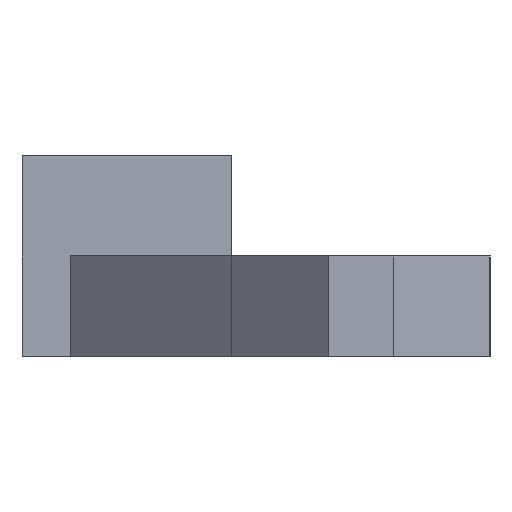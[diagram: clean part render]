
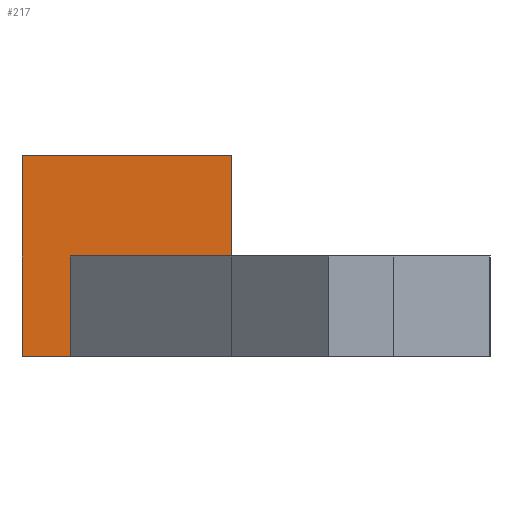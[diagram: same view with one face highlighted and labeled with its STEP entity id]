
A CAD part, left-side view. The second image highlights one B-rep face of the part: STEP entity #217.
In plain terms, the highlighted planar face has unit normal (-1, 0, 0).
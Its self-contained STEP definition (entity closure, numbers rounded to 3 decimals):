
#22 = VERTEX_POINT('',#23);
#23 = CARTESIAN_POINT('',(-19.,-6.5,6.2));
#136 = VERTEX_POINT('',#137);
#137 = CARTESIAN_POINT('',(-19.,0.,6.2));
#143 = EDGE_CURVE('',#136,#22,#144,.T.);
#144 = LINE('',#145,#146);
#145 = CARTESIAN_POINT('',(-19.,-3.,6.2));
#146 = VECTOR('',#147,1.);
#147 = DIRECTION('',(0.,-1.,0.));
#176 = VERTEX_POINT('',#177);
#177 = CARTESIAN_POINT('',(-19.,-6.5,3.1));
#183 = EDGE_CURVE('',#176,#22,#184,.T.);
#184 = LINE('',#185,#186);
#185 = CARTESIAN_POINT('',(-19.,-6.5,0.));
#186 = VECTOR('',#187,1.);
#187 = DIRECTION('',(0.,0.,1.));
#217 = ADVANCED_FACE('',(#218),#252,.T.);
#218 = FACE_BOUND('',#219,.T.);
#219 = EDGE_LOOP('',(#220,#230,#238,#244,#245,#246));
#220 = ORIENTED_EDGE('',*,*,#221,.T.);
#221 = EDGE_CURVE('',#222,#224,#226,.T.);
#222 = VERTEX_POINT('',#223);
#223 = CARTESIAN_POINT('',(-19.,0.,-0.));
#224 = VERTEX_POINT('',#225);
#225 = CARTESIAN_POINT('',(-19.,-1.5,0.));
#226 = LINE('',#227,#228);
#227 = CARTESIAN_POINT('',(-19.,0.,0.));
#228 = VECTOR('',#229,1.);
#229 = DIRECTION('',(0.,-1.,0.));
#230 = ORIENTED_EDGE('',*,*,#231,.F.);
#231 = EDGE_CURVE('',#232,#224,#234,.T.);
#232 = VERTEX_POINT('',#233);
#233 = CARTESIAN_POINT('',(-19.,-1.5,3.1));
#234 = LINE('',#235,#236);
#235 = CARTESIAN_POINT('',(-19.,-1.5,3.1));
#236 = VECTOR('',#237,1.);
#237 = DIRECTION('',(0.,0.,-1.));
#238 = ORIENTED_EDGE('',*,*,#239,.F.);
#239 = EDGE_CURVE('',#176,#232,#240,.T.);
#240 = LINE('',#241,#242);
#241 = CARTESIAN_POINT('',(-19.,-8.575,3.1));
#242 = VECTOR('',#243,1.);
#243 = DIRECTION('',(0.,1.,0.));
#244 = ORIENTED_EDGE('',*,*,#183,.T.);
#245 = ORIENTED_EDGE('',*,*,#143,.F.);
#246 = ORIENTED_EDGE('',*,*,#247,.T.);
#247 = EDGE_CURVE('',#136,#222,#248,.T.);
#248 = LINE('',#249,#250);
#249 = CARTESIAN_POINT('',(-19.,0.,6.2));
#250 = VECTOR('',#251,1.);
#251 = DIRECTION('',(0.,0.,-1.));
#252 = PLANE('',#253);
#253 = AXIS2_PLACEMENT_3D('',#254,#255,#256);
#254 = CARTESIAN_POINT('',(-19.,-6.651,2.501));
#255 = DIRECTION('',(-1.,0.,0.));
#256 = DIRECTION('',(0.,1.,0.));
